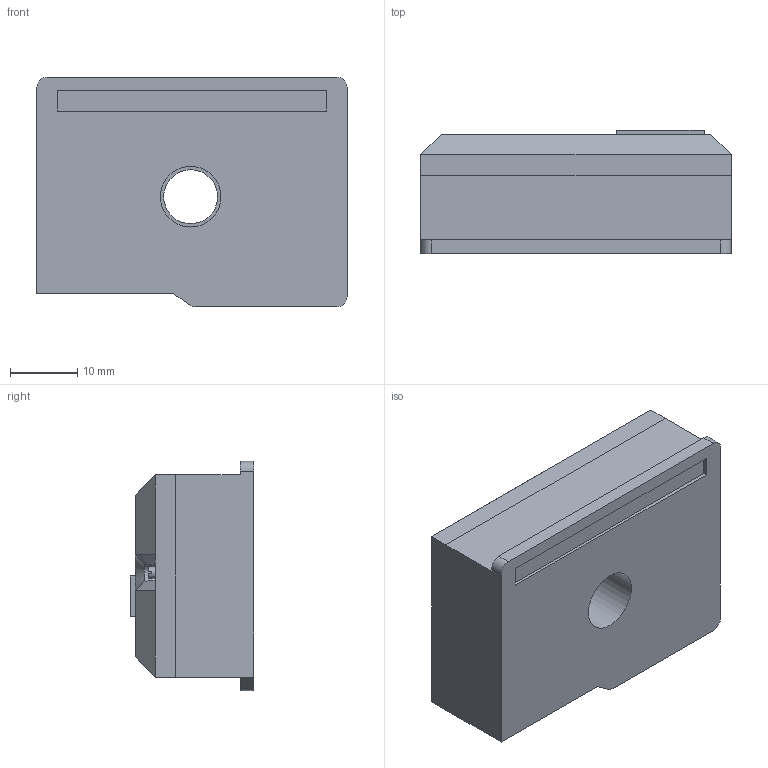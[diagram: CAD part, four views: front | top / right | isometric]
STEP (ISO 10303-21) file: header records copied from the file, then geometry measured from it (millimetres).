
FILE_DESCRIPTION(/* description */ (''),/* implementation_level */ '2;1');
FILE_NAME(/* name */ 'Dust sensor GP2Y1010AU0F.step',/* time_stamp */ '2018-11-10T12:41:44+03:00',/* author */ (''),/* organization */ (''),/* preprocessor_version */ 'ST-DEVELOPER v17.2',/* originating_system */ 'Autodesk Translation Framework v7.6.0.251',/* authorisation */ '');
FILE_SCHEMA (('AUTOMOTIVE_DESIGN { 1 0 10303 214 3 1 1 }'));
Length unit declared in the file: millimetre
Products named in the file (1): FusionComponent
Bounding box: 46 x 18.3 x 34 mm (x, y, z)
Volume: 22047.2 mm3; surface area: 6530.9 mm2
Topology: 4 solids, 4 shells, 118 faces, 285 edges, 185 vertices
Faces by surface type: plane 86, cylinder 24, cone 7, bspline 1
Full cylindrical faces by diameter (mm): 0.7 x6, 1.732 x2, 2 x6, 3 x1, 8 x1, 9 x1
Entity records: 3529 total; most frequent: CARTESIAN_POINT 616, DIRECTION 576, ORIENTED_EDGE 558, EDGE_CURVE 279, LINE 206, VECTOR 206, VERTEX_POINT 185, AXIS2_PLACEMENT_3D 185
